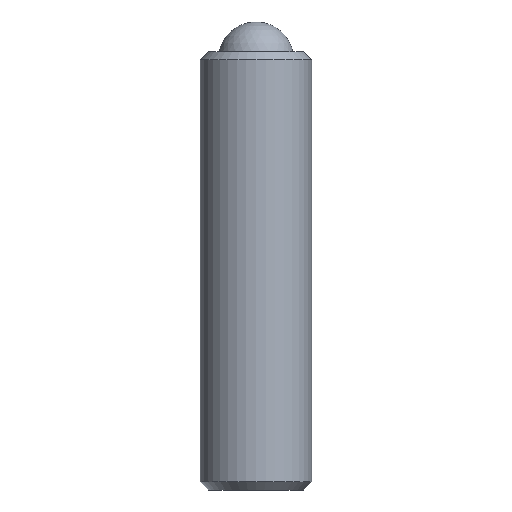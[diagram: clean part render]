
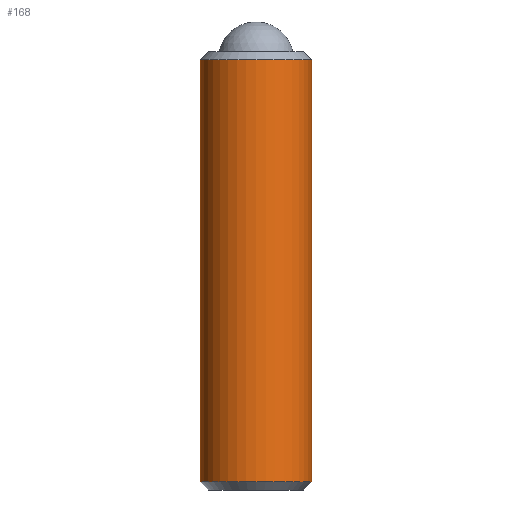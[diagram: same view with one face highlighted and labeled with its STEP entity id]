
A CAD part, front view. The second image highlights one B-rep face of the part: STEP entity #168.
In plain terms, the highlighted cylindrical face has radius 1.753 mm (diameter 3.505 mm), a partial arc.
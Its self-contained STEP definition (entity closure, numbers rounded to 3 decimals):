
#39 = CARTESIAN_POINT ( 'NONE',  ( -1.753, 0., 6.896 ) ) ;
#42 = LINE ( 'NONE', #851, #770 ) ;
#68 = DIRECTION ( 'NONE',  ( 1., 0., 0. ) ) ;
#150 = AXIS2_PLACEMENT_3D ( 'NONE', #1019, #644, #68 ) ;
#168 = ADVANCED_FACE ( 'NONE', ( #936 ), #172, .T. ) ;
#172 = CYLINDRICAL_SURFACE ( 'NONE', #150, 1.753 ) ;
#198 = VERTEX_POINT ( 'NONE', #280 ) ;
#203 = CARTESIAN_POINT ( 'NONE',  ( 0., 0., 6.642 ) ) ;
#250 = CARTESIAN_POINT ( 'NONE',  ( -1.753, 0., -6.642 ) ) ;
#255 = EDGE_CURVE ( 'NONE', #394, #925, #300, .T. ) ;
#280 = CARTESIAN_POINT ( 'NONE',  ( -1.753, 0., 6.642 ) ) ;
#283 = CARTESIAN_POINT ( 'NONE',  ( 0., 0., -6.642 ) ) ;
#300 = CIRCLE ( 'NONE', #947, 1.753 ) ;
#305 = DIRECTION ( 'NONE',  ( 0., 0., 1. ) ) ;
#372 = EDGE_LOOP ( 'NONE', ( #701, #1210, #590, #991 ) ) ;
#381 = DIRECTION ( 'NONE',  ( 1., 0., 0. ) ) ;
#394 = VERTEX_POINT ( 'NONE', #250 ) ;
#438 = DIRECTION ( 'NONE',  ( 0., 0., 1. ) ) ;
#471 = VECTOR ( 'NONE', #438, 1000. ) ;
#513 = VERTEX_POINT ( 'NONE', #626 ) ;
#590 = ORIENTED_EDGE ( 'NONE', *, *, #756, .T. ) ;
#626 = CARTESIAN_POINT ( 'NONE',  ( 1.753, 0., 6.642 ) ) ;
#639 = DIRECTION ( 'NONE',  ( 0., 0., 1. ) ) ;
#644 = DIRECTION ( 'NONE',  ( 0., 0., 1. ) ) ;
#659 = EDGE_CURVE ( 'NONE', #394, #198, #909, .T. ) ;
#701 = ORIENTED_EDGE ( 'NONE', *, *, #659, .F. ) ;
#756 = EDGE_CURVE ( 'NONE', #925, #513, #42, .T. ) ;
#770 = VECTOR ( 'NONE', #639, 1000. ) ;
#824 = CIRCLE ( 'NONE', #874, 1.753 ) ;
#851 = CARTESIAN_POINT ( 'NONE',  ( 1.753, 0., 6.896 ) ) ;
#874 = AXIS2_PLACEMENT_3D ( 'NONE', #203, #305, #1081 ) ;
#909 = LINE ( 'NONE', #39, #471 ) ;
#925 = VERTEX_POINT ( 'NONE', #1175 ) ;
#936 = FACE_OUTER_BOUND ( 'NONE', #372, .T. ) ;
#944 = DIRECTION ( 'NONE',  ( 0., 0., 1. ) ) ;
#947 = AXIS2_PLACEMENT_3D ( 'NONE', #283, #944, #381 ) ;
#955 = EDGE_CURVE ( 'NONE', #198, #513, #824, .T. ) ;
#991 = ORIENTED_EDGE ( 'NONE', *, *, #955, .F. ) ;
#1019 = CARTESIAN_POINT ( 'NONE',  ( 0., 0., 6.896 ) ) ;
#1081 = DIRECTION ( 'NONE',  ( 1., 0., 0. ) ) ;
#1175 = CARTESIAN_POINT ( 'NONE',  ( 1.753, 0., -6.642 ) ) ;
#1210 = ORIENTED_EDGE ( 'NONE', *, *, #255, .T. ) ;
